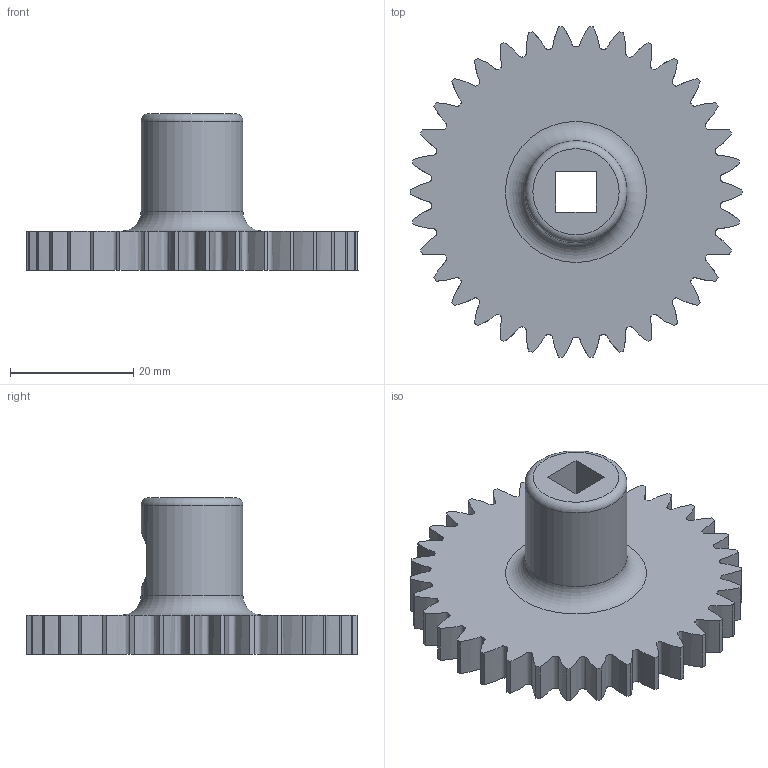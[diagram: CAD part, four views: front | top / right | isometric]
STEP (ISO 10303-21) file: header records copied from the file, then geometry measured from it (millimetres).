
FILE_DESCRIPTION(/* description */ (''),/* implementation_level */ '2;1');
FILE_NAME(/* name */ 'DriveGear2.stp',/* time_stamp */ '2025-09-07T22:37:13-04:00',/* author */ ('Teddy'),/* organization */ (''),/* preprocessor_version */ 'ST-DEVELOPER v20.1',/* originating_system */ 'Autodesk Inventor 2026',/* authorisation */ '');
FILE_SCHEMA (('AUTOMOTIVE_DESIGN { 1 0 10303 214 3 1 1 }'));
Length unit declared in the file: inch
Products named in the file (1): DriveGear2
Bounding box: 53.8 x 53.63 x 25.4 mm (x, y, z)
Volume: 14100.3 mm3; surface area: 7501 mm2
Topology: 1 solids, 1 shells, 86 faces, 242 edges, 161 vertices
Faces by surface type: cylinder 39, bspline 34, plane 9, torus 4
Full cylindrical faces by diameter (mm): 3.81 x1, 16.51 x2
Entity records: 11448 total; most frequent: CARTESIAN_POINT 9322, ORIENTED_EDGE 484, DIRECTION 365, EDGE_CURVE 242, VERTEX_POINT 161, AXIS2_PLACEMENT_3D 140, EDGE_LOOP 93, CIRCLE 87
